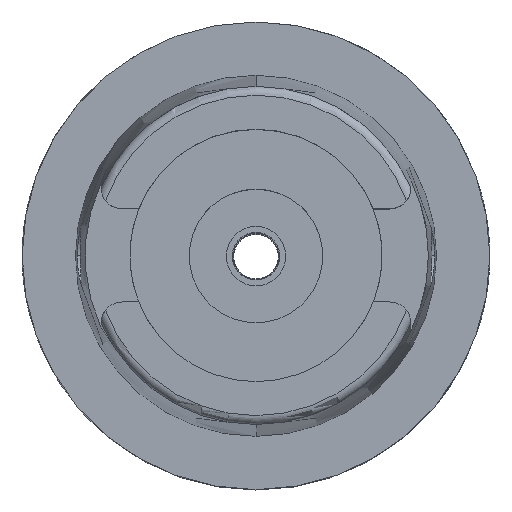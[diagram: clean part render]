
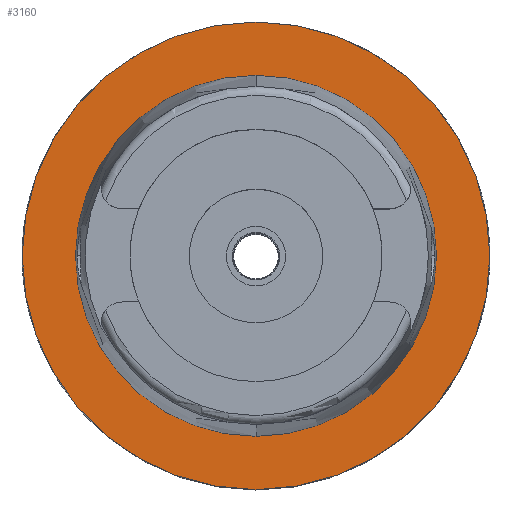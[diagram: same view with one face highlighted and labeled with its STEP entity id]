
A CAD part, top view. The second image highlights one B-rep face of the part: STEP entity #3160.
In plain terms, the highlighted planar face has unit normal (0, 0, 1).
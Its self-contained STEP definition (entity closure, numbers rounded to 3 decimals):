
#668=CARTESIAN_POINT('',(0.,0.,0.));
#669=DIRECTION('',(0.,0.,-1.));
#670=DIRECTION('',(0.,-1.,0.));
#671=AXIS2_PLACEMENT_3D('',#668,#669,#670);
#676=CARTESIAN_POINT('',(0.,0.,0.));
#677=DIRECTION('',(0.,0.,-1.));
#678=DIRECTION('',(0.,1.,0.));
#679=AXIS2_PLACEMENT_3D('',#676,#677,#678);
#684=CARTESIAN_POINT('',(0.,0.,0.));
#685=DIRECTION('',(0.,0.,1.));
#686=DIRECTION('',(0.,-1.,0.));
#687=AXIS2_PLACEMENT_3D('',#684,#685,#686);
#692=CARTESIAN_POINT('',(0.,0.,0.));
#693=DIRECTION('',(0.,0.,1.));
#694=DIRECTION('',(0.,1.,0.));
#695=AXIS2_PLACEMENT_3D('',#692,#693,#694);
#2500=CARTESIAN_POINT('',(0.,-24.315,0.));
#2501=VERTEX_POINT('',#2500);
#2502=CARTESIAN_POINT('',(0.,24.315,0.));
#2503=VERTEX_POINT('',#2502);
#2510=CARTESIAN_POINT('',(0.,-31.5,0.));
#2511=CARTESIAN_POINT('',(0.,31.5,0.));
#2512=VERTEX_POINT('',#2510);
#2513=VERTEX_POINT('',#2511);
#3145=CARTESIAN_POINT('',(0.,0.,0.));
#3146=DIRECTION('',(0.,0.,-1.));
#3147=DIRECTION('',(0.,-1.,0.));
#3148=AXIS2_PLACEMENT_3D('',#3145,#3146,#3147);
#3149=PLANE('',#3148);
#3151=ORIENTED_EDGE('',*,*,#3150,.T.);
#3153=ORIENTED_EDGE('',*,*,#3152,.T.);
#3154=EDGE_LOOP('',(#3151,#3153));
#3155=FACE_OUTER_BOUND('',#3154,.F.);
#3156=ORIENTED_EDGE('',*,*,#3018,.T.);
#3157=ORIENTED_EDGE('',*,*,#3119,.T.);
#3158=EDGE_LOOP('',(#3156,#3157));
#3159=FACE_BOUND('',#3158,.F.);
#672=CIRCLE('',#671,31.5);
#680=CIRCLE('',#679,31.5);
#688=CIRCLE('',#687,24.315);
#696=CIRCLE('',#695,24.315);
#3018=EDGE_CURVE('',#2501,#2503,#688,.T.);
#3119=EDGE_CURVE('',#2503,#2501,#696,.T.);
#3150=EDGE_CURVE('',#2512,#2513,#672,.T.);
#3152=EDGE_CURVE('',#2513,#2512,#680,.T.);
#3160=ADVANCED_FACE('',(#3155,#3159),#3149,.F.);
